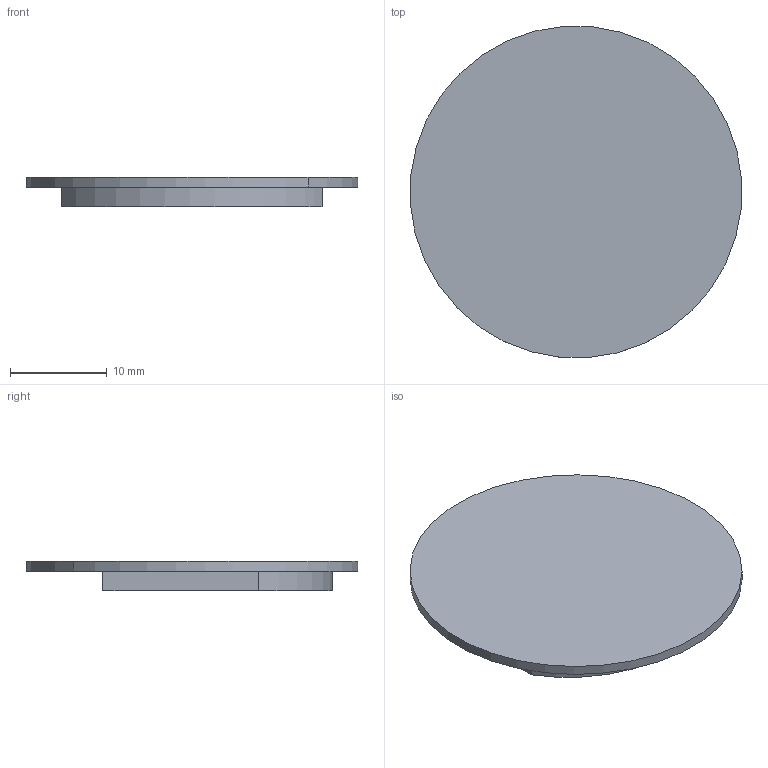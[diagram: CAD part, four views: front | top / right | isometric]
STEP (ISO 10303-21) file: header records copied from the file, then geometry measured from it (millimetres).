
FILE_DESCRIPTION(/* description */ (''),/* implementation_level */ '2;1');
FILE_NAME(/* name */ 'collar-top',/* time_stamp */ '2024-12-10T19:05:38Z',/* author */ (''),/* organization */ (''),/* preprocessor_version */ 'ST-DEVELOPER v19.2',/* originating_system */ 'Rhino 8.13',/* authorisation */ '');
FILE_SCHEMA (('AP242_MANAGED_MODEL_BASED_3D_ENGINEERING_MIM_LF { 1 0 10303 442 3 1 4 }'));
Length unit declared in the file: millimetre
Products named in the file (1): Document
Bounding box: 34.24 x 34.24 x 3.01 mm (x, y, z)
Volume: 1033.6 mm3; surface area: 2424.7 mm2
Topology: 2 solids, 2 shells, 14 faces, 30 edges, 20 vertices
Faces by surface type: plane 10, cylinder 2, bspline 2
Entity records: 388 total; most frequent: CARTESIAN_POINT 130, ORIENTED_EDGE 60, EDGE_CURVE 30, DIRECTION 24, VERTEX_POINT 20, B_SPLINE_CURVE_WITH_KNOTS 18, AXIS2_PLACEMENT_3D 18, EDGE_LOOP 16
